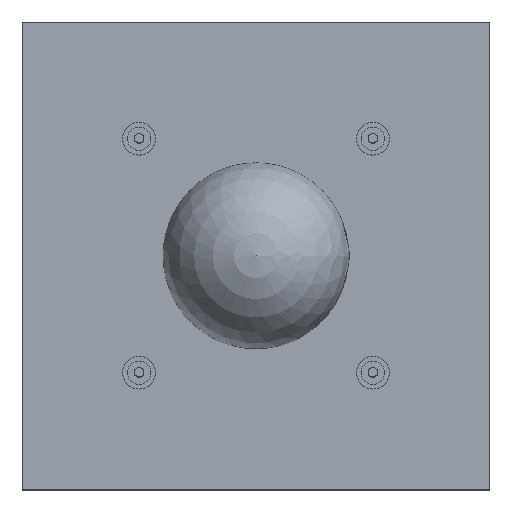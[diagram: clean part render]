
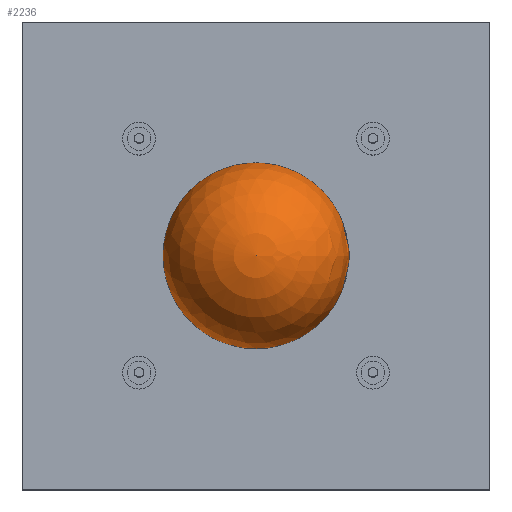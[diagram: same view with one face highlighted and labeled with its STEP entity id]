
A CAD part, top view. The second image highlights one B-rep face of the part: STEP entity #2236.
In plain terms, the highlighted spherical face has radius 40 mm.
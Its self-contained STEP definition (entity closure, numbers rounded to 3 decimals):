
#2236 = ADVANCED_FACE('',(#2237),#2241,.T.);
#2237 = FACE_BOUND('',#2238,.T.);
#2238 = VERTEX_LOOP('',#2239);
#2239 = VERTEX_POINT('',#2240);
#2240 = CARTESIAN_POINT('',(0.,0.,20.)
  );
#2241 = SPHERICAL_SURFACE('',#2242,40.);
#2242 = AXIS2_PLACEMENT_3D('',#2243,#2244,#2245);
#2243 = CARTESIAN_POINT('',(0.,0.,60.));
#2244 = DIRECTION('',(0.,0.,1.));
#2245 = DIRECTION('',(1.,0.,0.));
